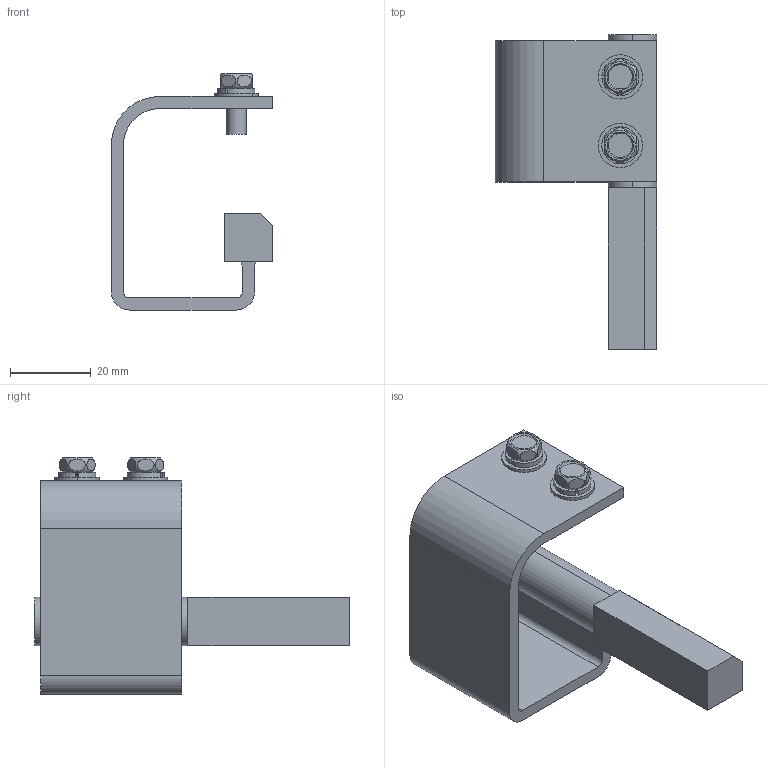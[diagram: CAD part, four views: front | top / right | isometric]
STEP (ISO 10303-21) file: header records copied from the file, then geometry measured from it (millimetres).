
FILE_DESCRIPTION (( 'STEP AP203' ), '1' );
FILE_NAME ('B-306-1.STEP', '2009-03-04T06:29:10', ( ' ' ), ( ' ' ), 'SwSTEP 2.0', 'SolidWorks 2007', '' );
FILE_SCHEMA (( 'CONFIG_CONTROL_DESIGN' ));
Length unit declared in the file: millimetre
Products named in the file (6): 暯儚僢僔儍乕M5彫宆娵_M5亊冇11亊t0.8; B-306-1; B-306-1僺儞__棉太倌; B-306-1僸儞僕__棉太倌; B-306榋妏儃儖僩M5_M5亊10; スプリングワッシャーM5_JIS B 1251 No.2 5
Assembly tree (8 placements, depth 2):
  B-306-1
    スプリングワッシャーM5_JIS B 1251 No.2 5  x2
    B-306-1僸儞僕__棉太倌
    B-306-1僺儞__棉太倌
    B-306榋妏儃儖僩M5_M5亊10  x2
    暯儚僢僔儍乕M5彫宆娵_M5亊冇11亊t0.8  x2
Bounding box: 40 x 78 x 58.6 mm (x, y, z)
Volume: 23842.3 mm3; surface area: 16471 mm2
Topology: 8 solids, 8 shells, 95 faces, 214 edges, 148 vertices
Faces by surface type: plane 53, cylinder 34, cone 4, torus 4
Entity records: 2972 total; most frequent: CARTESIAN_POINT 632, DIRECTION 370, ORIENTED_EDGE 316, EDGE_CURVE 158, AXIS2_PLACEMENT_3D 146, VERTEX_POINT 108, EDGE_LOOP 82, VECTOR 78
